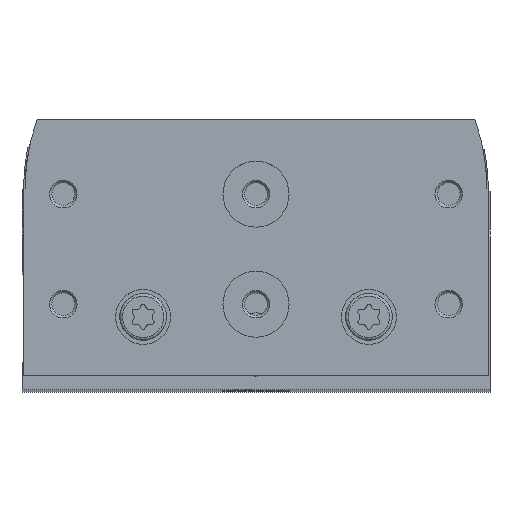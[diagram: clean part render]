
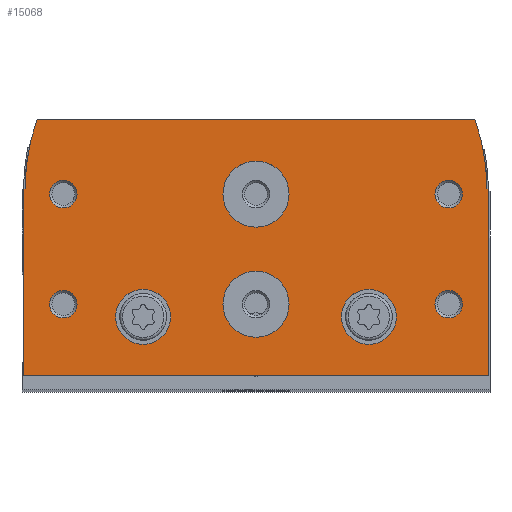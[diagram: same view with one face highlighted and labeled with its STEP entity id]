
A CAD part, top view. The second image highlights one B-rep face of the part: STEP entity #15068.
In plain terms, the highlighted planar face has unit normal (0, 0, 1).
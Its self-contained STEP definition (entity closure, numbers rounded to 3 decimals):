
#566=LINE('',#23484,#1418);
#571=LINE('',#23494,#1423);
#578=LINE('',#23511,#1430);
#584=LINE('',#23523,#1436);
#592=LINE('',#23544,#1444);
#593=LINE('',#23602,#1445);
#1418=VECTOR('',#19104,1000.);
#1423=VECTOR('',#19111,1000.);
#1430=VECTOR('',#19126,1000.);
#1436=VECTOR('',#19136,1000.);
#1444=VECTOR('',#19158,1000.);
#1445=VECTOR('',#19217,1000.);
#1979=PLANE('',#16280);
#3668=ORIENTED_EDGE('',*,*,#6619,.F.);
#3669=ORIENTED_EDGE('',*,*,#6620,.F.);
#3670=ORIENTED_EDGE('',*,*,#6621,.T.);
#3671=ORIENTED_EDGE('',*,*,#6622,.T.);
#3672=ORIENTED_EDGE('',*,*,#6623,.T.);
#3673=ORIENTED_EDGE('',*,*,#6624,.T.);
#3674=ORIENTED_EDGE('',*,*,#6625,.T.);
#3675=ORIENTED_EDGE('',*,*,#6626,.T.);
#3676=ORIENTED_EDGE('',*,*,#6577,.T.);
#3677=ORIENTED_EDGE('',*,*,#6571,.T.);
#3678=ORIENTED_EDGE('',*,*,#6589,.T.);
#3679=ORIENTED_EDGE('',*,*,#6557,.T.);
#3680=ORIENTED_EDGE('',*,*,#6562,.T.);
#3681=ORIENTED_EDGE('',*,*,#6566,.T.);
#3682=ORIENTED_EDGE('',*,*,#6618,.T.);
#3683=ORIENTED_EDGE('',*,*,#6583,.T.);
#6557=EDGE_CURVE('',#8181,#8180,#566,.T.);
#6562=EDGE_CURVE('',#8180,#8184,#571,.T.);
#6566=EDGE_CURVE('',#8184,#8186,#9233,.T.);
#6571=EDGE_CURVE('',#8188,#8190,#578,.T.);
#6577=EDGE_CURVE('',#8194,#8188,#584,.T.);
#6583=EDGE_CURVE('',#8199,#8194,#9235,.T.);
#6589=EDGE_CURVE('',#8190,#8181,#592,.T.);
#6618=EDGE_CURVE('',#8186,#8199,#593,.T.);
#6619=EDGE_CURVE('',#8229,#8229,#9266,.T.);
#6620=EDGE_CURVE('',#8230,#8230,#9267,.T.);
#6621=EDGE_CURVE('',#8231,#8231,#9268,.T.);
#6622=EDGE_CURVE('',#8232,#8232,#9269,.T.);
#6623=EDGE_CURVE('',#8233,#8233,#9270,.T.);
#6624=EDGE_CURVE('',#8234,#8234,#9271,.T.);
#6625=EDGE_CURVE('',#8235,#8235,#9272,.T.);
#6626=EDGE_CURVE('',#8236,#8236,#9273,.T.);
#8180=VERTEX_POINT('',#23483);
#8181=VERTEX_POINT('',#23485);
#8184=VERTEX_POINT('',#23493);
#8186=VERTEX_POINT('',#23500);
#8188=VERTEX_POINT('',#23505);
#8190=VERTEX_POINT('',#23510);
#8194=VERTEX_POINT('',#23521);
#8199=VERTEX_POINT('',#23536);
#8229=VERTEX_POINT('',#23605);
#8230=VERTEX_POINT('',#23607);
#8231=VERTEX_POINT('',#23609);
#8232=VERTEX_POINT('',#23611);
#8233=VERTEX_POINT('',#23613);
#8234=VERTEX_POINT('',#23615);
#8235=VERTEX_POINT('',#23617);
#8236=VERTEX_POINT('',#23619);
#9233=CIRCLE('',#16240,37.);
#9235=CIRCLE('',#16247,37.);
#9266=CIRCLE('',#16281,5.);
#9267=CIRCLE('',#16282,5.);
#9268=CIRCLE('',#16283,6.);
#9269=CIRCLE('',#16284,6.);
#9270=CIRCLE('',#16285,2.5);
#9271=CIRCLE('',#16286,2.5);
#9272=CIRCLE('',#16287,2.5);
#9273=CIRCLE('',#16288,2.5);
#10303=EDGE_LOOP('',(#3668));
#10304=EDGE_LOOP('',(#3669));
#10305=EDGE_LOOP('',(#3670));
#10306=EDGE_LOOP('',(#3671));
#10307=EDGE_LOOP('',(#3672));
#10308=EDGE_LOOP('',(#3673));
#10309=EDGE_LOOP('',(#3674));
#10310=EDGE_LOOP('',(#3675));
#10311=EDGE_LOOP('',(#3676,#3677,#3678,#3679,#3680,#3681,#3682,#3683));
#11445=FACE_BOUND('',#10303,.T.);
#11446=FACE_BOUND('',#10304,.T.);
#11447=FACE_BOUND('',#10305,.T.);
#11448=FACE_BOUND('',#10306,.T.);
#11449=FACE_BOUND('',#10307,.T.);
#11450=FACE_BOUND('',#10308,.T.);
#11451=FACE_BOUND('',#10309,.T.);
#11452=FACE_BOUND('',#10310,.T.);
#11453=FACE_BOUND('',#10311,.T.);
#15068=ADVANCED_FACE('',(#11445,#11446,#11447,#11448,#11449,#11450,#11451,
#11452,#11453),#1979,.T.);
#16240=AXIS2_PLACEMENT_3D('',#23501,#19118,#19119);
#16247=AXIS2_PLACEMENT_3D('',#23535,#19147,#19148);
#16280=AXIS2_PLACEMENT_3D('',#23603,#19218,#19219);
#16281=AXIS2_PLACEMENT_3D('',#23604,#19220,#19221);
#16282=AXIS2_PLACEMENT_3D('',#23606,#19222,#19223);
#16283=AXIS2_PLACEMENT_3D('',#23608,#19224,#19225);
#16284=AXIS2_PLACEMENT_3D('',#23610,#19226,#19227);
#16285=AXIS2_PLACEMENT_3D('',#23612,#19228,#19229);
#16286=AXIS2_PLACEMENT_3D('',#23614,#19230,#19231);
#16287=AXIS2_PLACEMENT_3D('',#23616,#19232,#19233);
#16288=AXIS2_PLACEMENT_3D('',#23618,#19234,#19235);
#19104=DIRECTION('',(0.,1.,0.));
#19111=DIRECTION('',(-0.866,0.5,0.));
#19118=DIRECTION('',(0.,0.,1.));
#19119=DIRECTION('',(1.,0.,0.));
#19126=DIRECTION('',(0.,-1.,0.));
#19136=DIRECTION('',(-0.866,-0.5,0.));
#19147=DIRECTION('',(0.,0.,1.));
#19148=DIRECTION('',(1.,0.,0.));
#19158=DIRECTION('',(1.,0.,0.));
#19217=DIRECTION('',(-1.,0.,0.));
#19218=DIRECTION('',(0.,0.,1.));
#19219=DIRECTION('',(1.,0.,0.));
#19220=DIRECTION('',(0.,0.,1.));
#19221=DIRECTION('',(1.,0.,0.));
#19222=DIRECTION('',(0.,0.,1.));
#19223=DIRECTION('',(1.,0.,0.));
#19224=DIRECTION('',(0.,0.,-1.));
#19225=DIRECTION('',(-1.,0.,0.));
#19226=DIRECTION('',(0.,0.,-1.));
#19227=DIRECTION('',(-1.,0.,0.));
#19228=DIRECTION('',(0.,0.,-1.));
#19229=DIRECTION('',(-1.,0.,0.));
#19230=DIRECTION('',(0.,0.,-1.));
#19231=DIRECTION('',(-1.,0.,0.));
#19232=DIRECTION('',(0.,0.,-1.));
#19233=DIRECTION('',(-1.,0.,0.));
#19234=DIRECTION('',(0.,0.,-1.));
#19235=DIRECTION('',(-1.,0.,0.));
#23483=CARTESIAN_POINT('',(42.25,33.827,0.));
#23484=CARTESIAN_POINT('',(42.25,0.,0.));
#23485=CARTESIAN_POINT('',(42.25,0.,0.));
#23493=CARTESIAN_POINT('',(41.95,34.,0.));
#23494=CARTESIAN_POINT('',(42.25,33.827,0.));
#23500=CARTESIAN_POINT('',(39.775,46.5,0.));
#23501=CARTESIAN_POINT('',(4.95,34.,0.));
#23505=CARTESIAN_POINT('',(-42.25,33.827,0.));
#23510=CARTESIAN_POINT('',(-42.25,0.,0.));
#23511=CARTESIAN_POINT('',(-42.25,33.827,0.));
#23521=CARTESIAN_POINT('',(-41.95,34.,0.));
#23523=CARTESIAN_POINT('',(-41.95,34.,0.));
#23535=CARTESIAN_POINT('',(-4.95,34.,0.));
#23536=CARTESIAN_POINT('',(-39.775,46.5,0.));
#23544=CARTESIAN_POINT('',(-42.25,0.,0.));
#23602=CARTESIAN_POINT('',(39.775,46.5,0.));
#23603=CARTESIAN_POINT('',(4.95,34.,0.));
#23604=CARTESIAN_POINT('',(-20.5,10.7,0.));
#23605=CARTESIAN_POINT('',(-15.5,10.7,0.));
#23606=CARTESIAN_POINT('',(20.5,10.7,0.));
#23607=CARTESIAN_POINT('',(25.5,10.7,0.));
#23608=CARTESIAN_POINT('',(0.,13.,0.));
#23609=CARTESIAN_POINT('',(-6.,13.,0.));
#23610=CARTESIAN_POINT('',(0.,33.,0.));
#23611=CARTESIAN_POINT('',(-6.,33.,0.));
#23612=CARTESIAN_POINT('',(35.,13.,0.));
#23613=CARTESIAN_POINT('',(32.5,13.,0.));
#23614=CARTESIAN_POINT('',(-35.,13.,0.));
#23615=CARTESIAN_POINT('',(-37.5,13.,0.));
#23616=CARTESIAN_POINT('',(-35.,33.,0.));
#23617=CARTESIAN_POINT('',(-37.5,33.,0.));
#23618=CARTESIAN_POINT('',(35.,33.,0.));
#23619=CARTESIAN_POINT('',(32.5,33.,0.));
